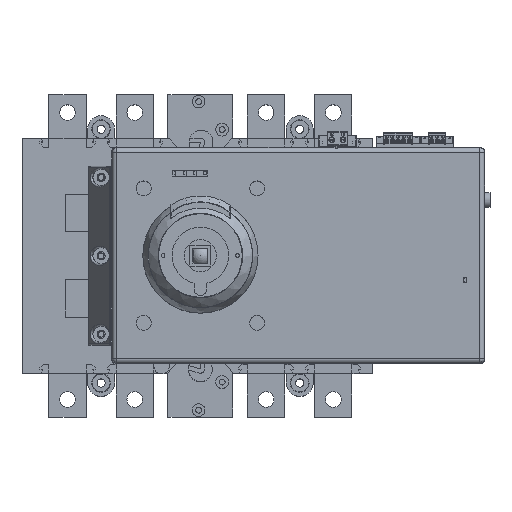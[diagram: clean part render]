
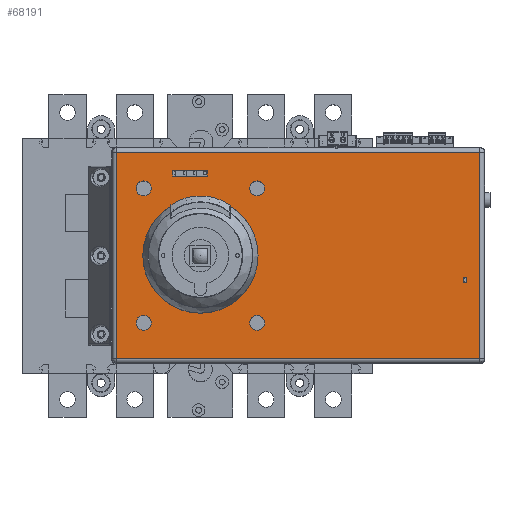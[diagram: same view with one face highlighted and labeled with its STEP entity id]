
A CAD part, top view. The second image highlights one B-rep face of the part: STEP entity #68191.
In plain terms, the highlighted planar face has unit normal (0, 0, 1).
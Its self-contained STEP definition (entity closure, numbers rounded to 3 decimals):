
#6236=LINE('',#100846,#14039);
#6285=LINE('',#100961,#14088);
#6339=LINE('',#101075,#14142);
#6342=LINE('',#101081,#14145);
#6343=LINE('',#101083,#14146);
#6344=LINE('',#101084,#14147);
#6363=LINE('',#101122,#14166);
#6366=LINE('',#101127,#14169);
#6538=LINE('',#102307,#14341);
#6547=LINE('',#102321,#14350);
#6548=LINE('',#102323,#14351);
#6555=LINE('',#102334,#14358);
#6556=LINE('',#102337,#14359);
#6558=LINE('',#102341,#14361);
#6563=LINE('',#102350,#14366);
#6704=LINE('',#102774,#14507);
#6705=LINE('',#102778,#14508);
#6706=LINE('',#102779,#14509);
#14039=VECTOR('',#81101,2.3);
#14088=VECTOR('',#81188,243.301);
#14142=VECTOR('',#81274,0.878);
#14145=VECTOR('',#81279,0.144);
#14146=VECTOR('',#81280,2.3);
#14147=VECTOR('',#81281,0.144);
#14166=VECTOR('',#81312,0.75);
#14169=VECTOR('',#81317,0.499);
#14341=VECTOR('',#81979,23.017);
#14350=VECTOR('',#81990,3.517);
#14351=VECTOR('',#81993,23.017);
#14358=VECTOR('',#82002,0.34);
#14359=VECTOR('',#82005,2.049);
#14361=VECTOR('',#82009,3.549);
#14366=VECTOR('',#82018,2.049);
#14507=VECTOR('',#82339,138.301);
#14508=VECTOR('',#82344,138.301);
#14509=VECTOR('',#82345,243.301);
#20510=PLANE('',#72482);
#22542=FACE_BOUND('',#28108,.T.);
#22543=FACE_BOUND('',#28109,.T.);
#22544=FACE_BOUND('',#28110,.T.);
#22545=FACE_BOUND('',#28111,.T.);
#22546=FACE_BOUND('',#28112,.T.);
#22547=FACE_BOUND('',#28113,.T.);
#22548=FACE_BOUND('',#28114,.T.);
#24274=FACE_OUTER_BOUND('',#28107,.T.);
#28107=EDGE_LOOP('',(#54575,#54576,#54577,#54578));
#28108=EDGE_LOOP('',(#54579,#54580,#54581,#54582,#54583,#54584,#54585,#54586));
#28109=EDGE_LOOP('',(#54587));
#28110=EDGE_LOOP('',(#54588));
#28111=EDGE_LOOP('',(#54589));
#28112=EDGE_LOOP('',(#54590));
#28113=EDGE_LOOP('',(#54591));
#28114=EDGE_LOOP('',(#54592,#54593,#54594,#54595,#54596,#54597));
#31263=CIRCLE('',#72268,38.595);
#31281=CIRCLE('',#72363,5.);
#31284=CIRCLE('',#72369,5.);
#31287=CIRCLE('',#72375,5.);
#31290=CIRCLE('',#72381,5.);
#33913=VERTEX_POINT('',#100790);
#33917=VERTEX_POINT('',#100800);
#33926=VERTEX_POINT('',#100827);
#33933=VERTEX_POINT('',#100845);
#33979=VERTEX_POINT('',#100958);
#33980=VERTEX_POINT('',#100960);
#34024=VERTEX_POINT('',#101074);
#34026=VERTEX_POINT('',#101080);
#34027=VERTEX_POINT('',#101082);
#34040=VERTEX_POINT('',#101121);
#34041=VERTEX_POINT('',#101125);
#34206=VERTEX_POINT('',#101938);
#34273=VERTEX_POINT('',#102273);
#34276=VERTEX_POINT('',#102282);
#34279=VERTEX_POINT('',#102291);
#34282=VERTEX_POINT('',#102300);
#34283=VERTEX_POINT('',#102304);
#34284=VERTEX_POINT('',#102306);
#34288=VERTEX_POINT('',#102319);
#34292=VERTEX_POINT('',#102336);
#34293=VERTEX_POINT('',#102340);
#34420=VERTEX_POINT('',#102773);
#34421=VERTEX_POINT('',#102777);
#41119=EDGE_CURVE('',#33933,#33926,#6236,.T.);
#41176=EDGE_CURVE('',#33980,#33979,#6285,.T.);
#41233=EDGE_CURVE('',#34024,#33917,#6339,.T.);
#41236=EDGE_CURVE('',#34026,#33913,#6342,.T.);
#41237=EDGE_CURVE('',#34027,#34026,#6343,.T.);
#41238=EDGE_CURVE('',#33917,#34027,#6344,.T.);
#41257=EDGE_CURVE('',#34040,#33933,#6363,.T.);
#41260=EDGE_CURVE('',#33926,#34041,#6366,.T.);
#41473=EDGE_CURVE('',#34206,#34206,#31263,.T.);
#41590=EDGE_CURVE('',#34273,#34273,#31281,.T.);
#41593=EDGE_CURVE('',#34276,#34276,#31284,.T.);
#41596=EDGE_CURVE('',#34279,#34279,#31287,.T.);
#41599=EDGE_CURVE('',#34282,#34282,#31290,.T.);
#41601=EDGE_CURVE('',#34284,#34283,#6538,.T.);
#41610=EDGE_CURVE('',#34283,#34288,#6547,.T.);
#41611=EDGE_CURVE('',#34288,#34024,#6548,.T.);
#41618=EDGE_CURVE('',#33913,#34284,#6555,.T.);
#41619=EDGE_CURVE('',#34292,#34040,#6556,.T.);
#41621=EDGE_CURVE('',#34293,#34292,#6558,.T.);
#41626=EDGE_CURVE('',#34041,#34293,#6563,.T.);
#41812=EDGE_CURVE('',#34420,#33980,#6704,.T.);
#41814=EDGE_CURVE('',#33979,#34421,#6705,.T.);
#41815=EDGE_CURVE('',#34421,#34420,#6706,.T.);
#54575=ORIENTED_EDGE('',*,*,#41812,.T.);
#54576=ORIENTED_EDGE('',*,*,#41176,.T.);
#54577=ORIENTED_EDGE('',*,*,#41814,.T.);
#54578=ORIENTED_EDGE('',*,*,#41815,.T.);
#54579=ORIENTED_EDGE('',*,*,#41236,.T.);
#54580=ORIENTED_EDGE('',*,*,#41618,.T.);
#54581=ORIENTED_EDGE('',*,*,#41601,.T.);
#54582=ORIENTED_EDGE('',*,*,#41610,.T.);
#54583=ORIENTED_EDGE('',*,*,#41611,.T.);
#54584=ORIENTED_EDGE('',*,*,#41233,.T.);
#54585=ORIENTED_EDGE('',*,*,#41238,.T.);
#54586=ORIENTED_EDGE('',*,*,#41237,.T.);
#54587=ORIENTED_EDGE('',*,*,#41473,.T.);
#54588=ORIENTED_EDGE('',*,*,#41590,.T.);
#54589=ORIENTED_EDGE('',*,*,#41593,.T.);
#54590=ORIENTED_EDGE('',*,*,#41596,.T.);
#54591=ORIENTED_EDGE('',*,*,#41599,.T.);
#54592=ORIENTED_EDGE('',*,*,#41626,.T.);
#54593=ORIENTED_EDGE('',*,*,#41621,.T.);
#54594=ORIENTED_EDGE('',*,*,#41619,.T.);
#54595=ORIENTED_EDGE('',*,*,#41257,.T.);
#54596=ORIENTED_EDGE('',*,*,#41119,.T.);
#54597=ORIENTED_EDGE('',*,*,#41260,.T.);
#68191=ADVANCED_FACE('',(#24274,#22542,#22543,#22544,#22545,#22546,#22547,
#22548),#20510,.T.);
#72268=AXIS2_PLACEMENT_3D('',#101939,#81671,#81672);
#72363=AXIS2_PLACEMENT_3D('',#102274,#81936,#81937);
#72369=AXIS2_PLACEMENT_3D('',#102283,#81948,#81949);
#72375=AXIS2_PLACEMENT_3D('',#102292,#81960,#81961);
#72381=AXIS2_PLACEMENT_3D('',#102301,#81972,#81973);
#72482=AXIS2_PLACEMENT_3D('',#102776,#82342,#82343);
#81101=DIRECTION('',(0.,1.,0.));
#81188=DIRECTION('',(-1.,0.,0.));
#81274=DIRECTION('',(0.,1.,0.));
#81279=DIRECTION('',(1.,0.,0.));
#81280=DIRECTION('',(0.,1.,0.));
#81281=DIRECTION('',(-1.,0.,0.));
#81312=DIRECTION('',(0.,1.,0.));
#81317=DIRECTION('',(0.,1.,0.));
#81671=DIRECTION('center_axis',(0.,0.,
-1.));
#81672=DIRECTION('ref_axis',(-1.,0.,0.));
#81936=DIRECTION('center_axis',(0.,0.,
-1.));
#81937=DIRECTION('ref_axis',(0.,-1.,0.));
#81948=DIRECTION('center_axis',(0.,0.,
-1.));
#81949=DIRECTION('ref_axis',(0.,-1.,0.));
#81960=DIRECTION('center_axis',(0.,0.,
-1.));
#81961=DIRECTION('ref_axis',(0.,-1.,0.));
#81972=DIRECTION('center_axis',(0.,0.,
-1.));
#81973=DIRECTION('ref_axis',(0.,-1.,0.));
#81979=DIRECTION('',(1.,0.,0.));
#81990=DIRECTION('',(0.,-1.,0.));
#81993=DIRECTION('',(-1.,0.,0.));
#82002=DIRECTION('',(0.,1.,0.));
#82005=DIRECTION('',(-1.,0.,0.));
#82009=DIRECTION('',(0.,-1.,0.));
#82018=DIRECTION('',(1.,0.,0.));
#82339=DIRECTION('',(0.,1.,0.));
#82342=DIRECTION('center_axis',(0.,0.,
1.));
#82343=DIRECTION('ref_axis',(0.,1.,0.));
#82344=DIRECTION('',(0.,-1.,0.));
#82345=DIRECTION('',(1.,0.,0.));
#100790=CARTESIAN_POINT('',(-48.397,58.577,112.14));
#100800=CARTESIAN_POINT('',(-48.397,56.277,112.14));
#100827=CARTESIAN_POINT('',(146.087,-13.066,112.14));
#100845=CARTESIAN_POINT('',(146.087,-15.366,112.14));
#100846=CARTESIAN_POINT('',(146.087,-6.979,112.14));
#100958=CARTESIAN_POINT('',(-86.039,71.309,112.14));
#100960=CARTESIAN_POINT('',(157.262,71.309,112.14));
#100961=CARTESIAN_POINT('',(157.262,71.309,112.14));
#101074=CARTESIAN_POINT('',(-48.397,55.399,112.14));
#101075=CARTESIAN_POINT('',(-48.397,28.779,112.14));
#101080=CARTESIAN_POINT('',(-48.541,58.577,112.14));
#101081=CARTESIAN_POINT('',(-6.465,58.577,112.14));
#101082=CARTESIAN_POINT('',(-48.541,56.277,112.14));
#101083=CARTESIAN_POINT('',(-48.541,29.218,112.14));
#101084=CARTESIAN_POINT('',(-5.464,56.277,112.14));
#101121=CARTESIAN_POINT('',(146.087,-16.116,112.14));
#101122=CARTESIAN_POINT('',(146.087,-6.979,112.14));
#101125=CARTESIAN_POINT('',(146.087,-12.567,112.14));
#101127=CARTESIAN_POINT('',(146.087,-6.979,112.14));
#101938=CARTESIAN_POINT('',(8.707,2.158,112.14));
#101939=CARTESIAN_POINT('Origin',(-29.888,2.158,112.14));
#102273=CARTESIAN_POINT('',(8.112,-37.842,112.14));
#102274=CARTESIAN_POINT('Origin',(8.112,-42.842,112.14));
#102282=CARTESIAN_POINT('',(-67.888,52.158,112.14));
#102283=CARTESIAN_POINT('Origin',(-67.888,47.158,112.14));
#102291=CARTESIAN_POINT('',(8.112,52.158,112.14));
#102292=CARTESIAN_POINT('Origin',(8.112,47.158,112.14));
#102300=CARTESIAN_POINT('',(-67.888,-37.842,112.14));
#102301=CARTESIAN_POINT('Origin',(-67.888,-42.842,112.14));
#102304=CARTESIAN_POINT('',(-25.38,58.917,112.14));
#102306=CARTESIAN_POINT('',(-48.397,58.917,112.14));
#102307=CARTESIAN_POINT('',(-6.393,58.917,112.14));
#102319=CARTESIAN_POINT('',(-25.38,55.399,112.14));
#102321=CARTESIAN_POINT('',(-25.38,30.537,112.14));
#102323=CARTESIAN_POINT('',(5.116,55.399,112.14));
#102334=CARTESIAN_POINT('',(-48.397,28.779,112.14));
#102336=CARTESIAN_POINT('',(148.136,-16.116,112.14));
#102337=CARTESIAN_POINT('',(91.874,-16.116,112.14));
#102340=CARTESIAN_POINT('',(148.136,-12.567,112.14));
#102341=CARTESIAN_POINT('',(148.136,-5.205,112.14));
#102350=CARTESIAN_POINT('',(90.849,-12.567,112.14));
#102773=CARTESIAN_POINT('',(157.262,-66.992,112.14));
#102774=CARTESIAN_POINT('',(157.262,-66.992,112.14));
#102776=CARTESIAN_POINT('Origin',(35.612,2.158,112.14));
#102777=CARTESIAN_POINT('',(-86.039,-66.992,112.14));
#102778=CARTESIAN_POINT('',(-86.039,71.309,112.14));
#102779=CARTESIAN_POINT('',(-86.039,-66.992,112.14));
